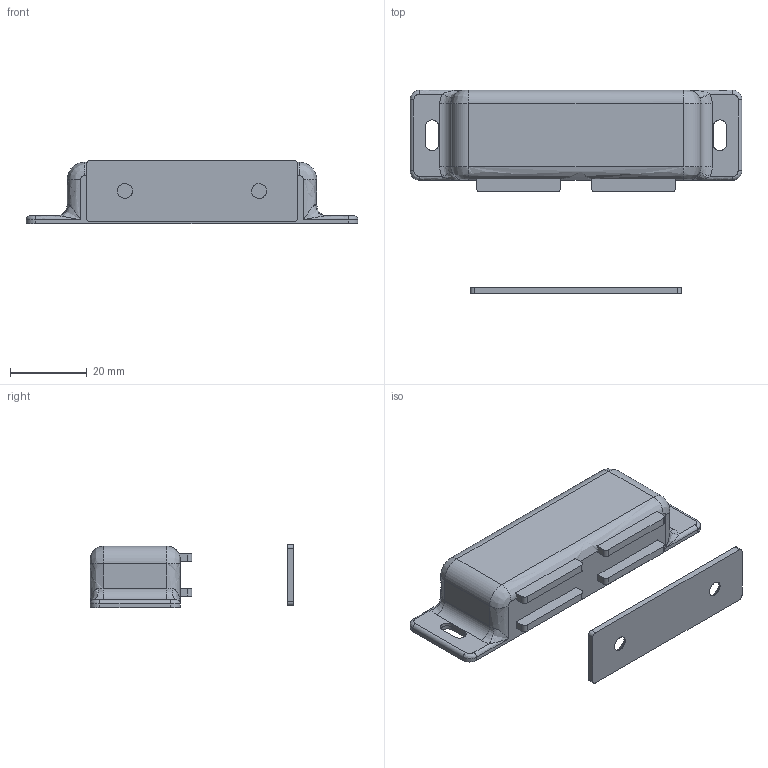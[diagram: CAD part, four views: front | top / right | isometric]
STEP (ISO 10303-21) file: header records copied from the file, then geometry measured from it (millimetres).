
FILE_DESCRIPTION((''),'2;1');
FILE_NAME('','2005-07-15T16:04:03',(''),(''),'','CADfix','');
FILE_SCHEMA(('AUTOMOTIVE_DESIGN'));
Length unit declared in the file: millimetre
Products named in the file (5): attachment; keeper; housing; base; TL_273_1_3213_36
Assembly tree (7 placements, depth 2):
  TL_273_1_3213_36
    attachment  x4
    keeper
    housing
    base
Bounding box: 86.5 x 53.1 x 16.5 mm (x, y, z)
Volume: 10705.9 mm3; surface area: 19271.4 mm2
Topology: 7 solids, 7 shells, 183 faces, 478 edges, 298 vertices
Faces by surface type: bspline 183
Entity records: 5759 total; most frequent: CARTESIAN_POINT 3269, ORIENTED_EDGE 832, EDGE_CURVE 416, VERTEX_POINT 262, QUASI_UNIFORM_CURVE 226, EDGE_LOOP 176, FACE_OUTER_BOUND 159, ADVANCED_FACE 159
